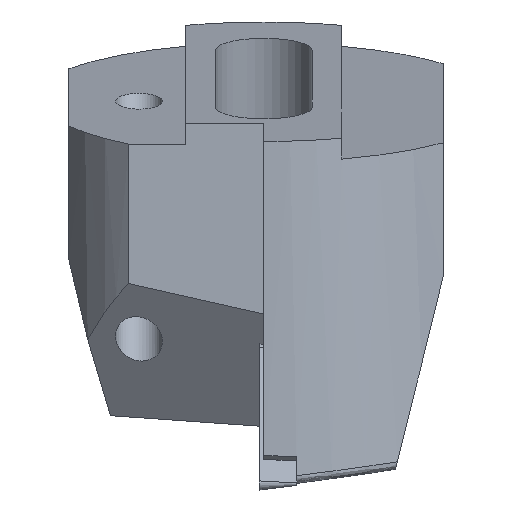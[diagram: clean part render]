
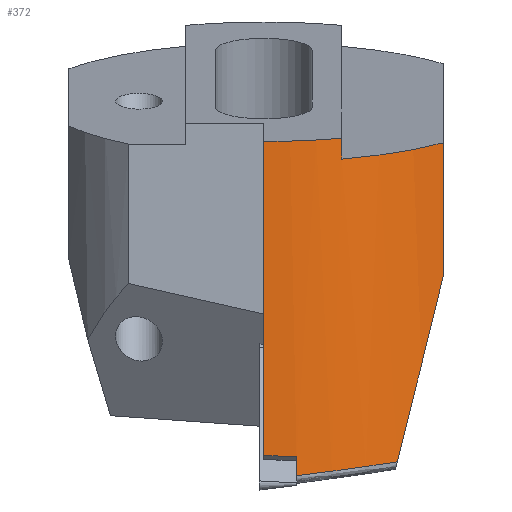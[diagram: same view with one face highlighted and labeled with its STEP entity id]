
A CAD part, left-side view. The second image highlights one B-rep face of the part: STEP entity #372.
In plain terms, the highlighted cylindrical face has radius 15.699 mm (diameter 31.398 mm), a partial arc.
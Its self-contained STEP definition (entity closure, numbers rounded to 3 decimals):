
#245=EDGE_CURVE('STEPLayer 1[1]',#735,#736,#737,.T.);
#261=EDGE_CURVE('STEPLayer 1[1]',#763,#764,#765,.T.);
#271=EDGE_CURVE('STEPLayer 1[1]',#735,#780,#781,.T.);
#287=EDGE_CURVE('STEPLayer 1[1]',#796,#780,#807,.T.);
#372=ADVANCED_FACE('STEPLayer 1[1]',(#937),#938,.T.);
#495=EDGE_CURVE('STEPLayer 1[1]',#1109,#1110,#1111,.T.);
#581=EDGE_CURVE('STEPLayer 1[1]',#763,#796,#1211,.T.);
#624=EDGE_CURVE('STEPLayer 1[1]',#1110,#1260,#1261,.T.);
#665=EDGE_CURVE('STEPLayer 1[1]',#1109,#736,#1312,.T.);
#676=EDGE_CURVE('STEPLayer 1[1]',#1260,#764,#1324,.T.);
#735=VERTEX_POINT('NONE',#1394);
#736=VERTEX_POINT('NONE',#1395);
#737=LINE('',#1396,#1397);
#763=VERTEX_POINT('NONE',#1434);
#764=VERTEX_POINT('NONE',#1435);
#765=(B_SPLINE_CURVE(3,(#1437,#1438,#1439,#1440),.UNSPECIFIED.,.F.,.F.)B_SPLINE_CURVE_WITH_KNOTS((4,4),(5.461,5.959),.UNSPECIFIED.)RATIONAL_B_SPLINE_CURVE((1.0,0.979,0.979,1.0))BOUNDED_CURVE()REPRESENTATION_ITEM('')GEOMETRIC_REPRESENTATION_ITEM()CURVE());
#780=VERTEX_POINT('NONE',#1465);
#781=(B_SPLINE_CURVE(3,(#1467,#1468,#1469,#1470),.UNSPECIFIED.,.F.,.F.)B_SPLINE_CURVE_WITH_KNOTS((4,4),(1.302,1.745),.UNSPECIFIED.)RATIONAL_B_SPLINE_CURVE((1.0,0.984,0.984,1.0))BOUNDED_CURVE()REPRESENTATION_ITEM('')GEOMETRIC_REPRESENTATION_ITEM()CURVE());
#796=VERTEX_POINT('NONE',#1497);
#807=(B_SPLINE_CURVE(3,(#1514,#1515,#1516,#1517),.UNSPECIFIED.,.F.,.F.)B_SPLINE_CURVE_WITH_KNOTS((4,4),(3.955,4.2),.UNSPECIFIED.)RATIONAL_B_SPLINE_CURVE((1.0,0.995,0.995,1.0))BOUNDED_CURVE()REPRESENTATION_ITEM('')GEOMETRIC_REPRESENTATION_ITEM()CURVE());
#937=FACE_OUTER_BOUND('',#1767,.T.);
#938=CYLINDRICAL_SURFACE('',#1768,15.699);
#1109=VERTEX_POINT('NONE',#2085);
#1110=VERTEX_POINT('NONE',#2086);
#1111=LINE('',#2087,#2088);
#1211=LINE('',#2303,#2304);
#1260=VERTEX_POINT('NONE',#2385);
#1261=(B_SPLINE_CURVE(3,(#2387,#2388,#2389,#2390),.UNSPECIFIED.,.F.,.F.)B_SPLINE_CURVE_WITH_KNOTS((4,4),(0.,0.324),.UNSPECIFIED.)RATIONAL_B_SPLINE_CURVE((1.0,0.991,0.991,1.0))BOUNDED_CURVE()REPRESENTATION_ITEM('')GEOMETRIC_REPRESENTATION_ITEM()CURVE());
#1312=(B_SPLINE_CURVE(3,(#2504,#2505,#2506,#2507),.UNSPECIFIED.,.F.,.F.)B_SPLINE_CURVE_WITH_KNOTS((4,4),(3.142,3.276),.UNSPECIFIED.)RATIONAL_B_SPLINE_CURVE((1.0,0.999,0.999,1.0))BOUNDED_CURVE()REPRESENTATION_ITEM('')GEOMETRIC_REPRESENTATION_ITEM()CURVE());
#1324=LINE('',#2551,#2552);
#1394=CARTESIAN_POINT('',(-15.558,-2.1,-29.086));
#1395=CARTESIAN_POINT('',(-15.558,-2.1,-27.861));
#1396=CARTESIAN_POINT('',(-15.558,-2.1,0.));
#1397=VECTOR('',#2618,1000.0);
#1434=CARTESIAN_POINT('',(-10.687,-11.5,-7.744));
#1435=CARTESIAN_POINT('',(-14.882,-5.,-8.79));
#1437=CARTESIAN_POINT('',(-10.687,-11.5,-7.744));
#1438=CARTESIAN_POINT('',(-12.616,-9.708,-8.225));
#1439=CARTESIAN_POINT('',(-14.043,-7.496,-8.581));
#1440=CARTESIAN_POINT('',(-14.882,-5.,-8.79));
#1465=CARTESIAN_POINT('',(-13.155,-8.567,-28.194));
#1467=CARTESIAN_POINT('',(-15.558,-2.1,-29.086));
#1468=CARTESIAN_POINT('',(-15.245,-4.417,-28.794));
#1469=CARTESIAN_POINT('',(-14.431,-6.608,-28.492));
#1470=CARTESIAN_POINT('',(-13.155,-8.567,-28.194));
#1497=CARTESIAN_POINT('',(-10.687,-11.5,-16.298));
#1514=CARTESIAN_POINT('',(-10.687,-11.5,-16.298));
#1515=CARTESIAN_POINT('',(-11.628,-10.626,-19.895));
#1516=CARTESIAN_POINT('',(-12.455,-9.643,-23.88));
#1517=CARTESIAN_POINT('',(-13.155,-8.567,-28.194));
#1767=EDGE_LOOP('',(#2823,#2824,#2825,#2826,#2827,#2828,#2829,#2830,#2831));
#1768=AXIS2_PLACEMENT_3D('',#2832,#2833,#2834);
#2085=CARTESIAN_POINT('',(-15.699,0.,-27.789));
#2086=CARTESIAN_POINT('',(-15.699,0.,-7.654));
#2087=CARTESIAN_POINT('',(-15.699,0.,0.));
#2088=VECTOR('',#3019,1000.0);
#2303=CARTESIAN_POINT('',(-10.687,-11.5,0.));
#2304=VECTOR('',#3139,1000.0);
#2385=CARTESIAN_POINT('',(-14.882,-5.,-7.45));
#2387=CARTESIAN_POINT('',(-15.699,0.,-7.654));
#2388=CARTESIAN_POINT('',(-15.699,-1.704,-7.654));
#2389=CARTESIAN_POINT('',(-15.424,-3.385,-7.586));
#2390=CARTESIAN_POINT('',(-14.882,-5.,-7.45));
#2504=CARTESIAN_POINT('',(-15.699,0.,-27.789));
#2505=CARTESIAN_POINT('',(-15.699,-0.703,-27.789));
#2506=CARTESIAN_POINT('',(-15.652,-1.404,-27.813));
#2507=CARTESIAN_POINT('',(-15.558,-2.1,-27.861));
#2551=CARTESIAN_POINT('',(-14.882,-5.,0.));
#2552=VECTOR('',#3266,1000.0);
#2618=DIRECTION('',(0.,0.,1.0));
#2823=ORIENTED_EDGE('',*,*,#287,.F.);
#2824=ORIENTED_EDGE('',*,*,#581,.F.);
#2825=ORIENTED_EDGE('',*,*,#261,.T.);
#2826=ORIENTED_EDGE('',*,*,#676,.F.);
#2827=ORIENTED_EDGE('',*,*,#624,.F.);
#2828=ORIENTED_EDGE('',*,*,#495,.F.);
#2829=ORIENTED_EDGE('',*,*,#665,.T.);
#2830=ORIENTED_EDGE('',*,*,#245,.F.);
#2831=ORIENTED_EDGE('',*,*,#271,.T.);
#2832=CARTESIAN_POINT('',(0.0,0.0,0.0));
#2833=DIRECTION('',(0.,0.,1.0));
#2834=DIRECTION('',(0.,1.0,0.));
#3019=DIRECTION('',(0.,0.,1.0));
#3139=DIRECTION('',(0.,0.,-1.0));
#3266=DIRECTION('',(0.,0.,-1.0));
